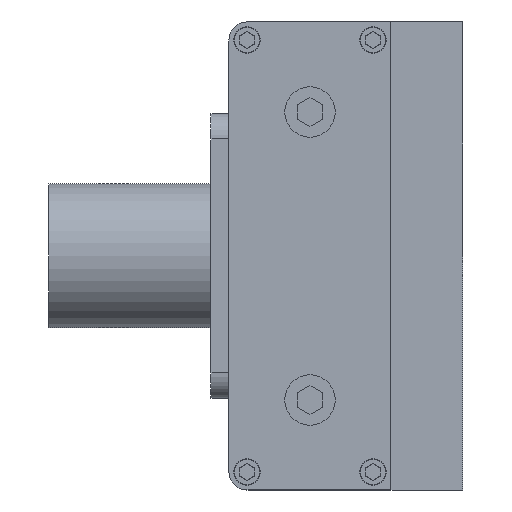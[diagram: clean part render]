
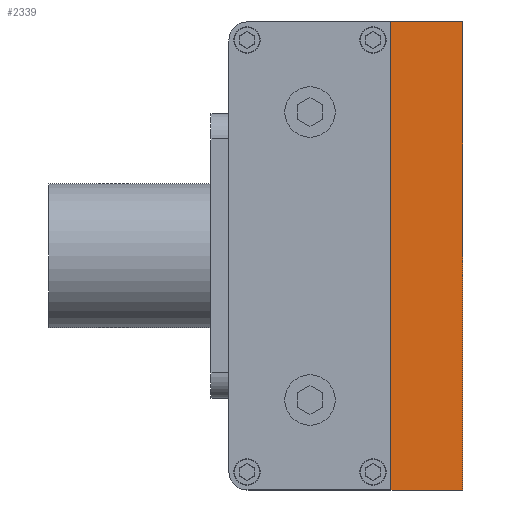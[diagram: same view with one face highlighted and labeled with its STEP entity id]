
A CAD part, left-side view. The second image highlights one B-rep face of the part: STEP entity #2339.
In plain terms, the highlighted planar face has unit normal (-1, 0, 0).
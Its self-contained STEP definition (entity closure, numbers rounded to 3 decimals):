
#167 = ORIENTED_EDGE ( 'NONE', *, *, #564, .T. ) ;
#174 = DIRECTION ( 'NONE',  ( 0., 1., 0. ) ) ;
#249 = CARTESIAN_POINT ( 'NONE',  ( -428., -20., -65. ) ) ;
#517 = VECTOR ( 'NONE', #3840, 1000. ) ;
#564 = EDGE_CURVE ( 'NONE', #7306, #10581, #4715, .T. ) ;
#1095 = CARTESIAN_POINT ( 'NONE',  ( -428., 0., -65. ) ) ;
#1513 = CARTESIAN_POINT ( 'NONE',  ( -428., -20., 65. ) ) ;
#1566 = DIRECTION ( 'NONE',  ( 0., 0., -1. ) ) ;
#2150 = ORIENTED_EDGE ( 'NONE', *, *, #6962, .T. ) ;
#2339 = ADVANCED_FACE ( 'NONE', ( #10853 ), #9674, .F. ) ;
#2455 = ORIENTED_EDGE ( 'NONE', *, *, #2810, .F. ) ;
#2810 = EDGE_CURVE ( 'NONE', #9180, #3697, #3490, .T. ) ;
#3275 = ORIENTED_EDGE ( 'NONE', *, *, #6830, .F. ) ;
#3435 = CARTESIAN_POINT ( 'NONE',  ( -428., -20., -65. ) ) ;
#3490 = LINE ( 'NONE', #5379, #8961 ) ;
#3697 = VERTEX_POINT ( 'NONE', #3435 ) ;
#3823 = CARTESIAN_POINT ( 'NONE',  ( -428., 0., 65. ) ) ;
#3840 = DIRECTION ( 'NONE',  ( 0., 1., 0. ) ) ;
#4392 = CARTESIAN_POINT ( 'NONE',  ( -428., -20., 65. ) ) ;
#4497 = DIRECTION ( 'NONE',  ( 0., 0., -1. ) ) ;
#4647 = LINE ( 'NONE', #9102, #9944 ) ;
#4715 = LINE ( 'NONE', #8336, #5644 ) ;
#5379 = CARTESIAN_POINT ( 'NONE',  ( -428., -20., 65. ) ) ;
#5644 = VECTOR ( 'NONE', #7450, 1000. ) ;
#6225 = DIRECTION ( 'NONE',  ( 1., 0., 0. ) ) ;
#6830 = EDGE_CURVE ( 'NONE', #3697, #10581, #7531, .T. ) ;
#6962 = EDGE_CURVE ( 'NONE', #9180, #7306, #4647, .T. ) ;
#7306 = VERTEX_POINT ( 'NONE', #3823 ) ;
#7450 = DIRECTION ( 'NONE',  ( 0., 0., -1. ) ) ;
#7531 = LINE ( 'NONE', #249, #517 ) ;
#8336 = CARTESIAN_POINT ( 'NONE',  ( -428., 0., 65. ) ) ;
#8961 = VECTOR ( 'NONE', #4497, 1000. ) ;
#9102 = CARTESIAN_POINT ( 'NONE',  ( -428., -20., 65. ) ) ;
#9148 = AXIS2_PLACEMENT_3D ( 'NONE', #4392, #6225, #1566 ) ;
#9180 = VERTEX_POINT ( 'NONE', #1513 ) ;
#9674 = PLANE ( 'NONE',  #9148 ) ;
#9807 = EDGE_LOOP ( 'NONE', ( #167, #3275, #2455, #2150 ) ) ;
#9944 = VECTOR ( 'NONE', #174, 1000. ) ;
#10581 = VERTEX_POINT ( 'NONE', #1095 ) ;
#10853 = FACE_OUTER_BOUND ( 'NONE', #9807, .T. ) ;
